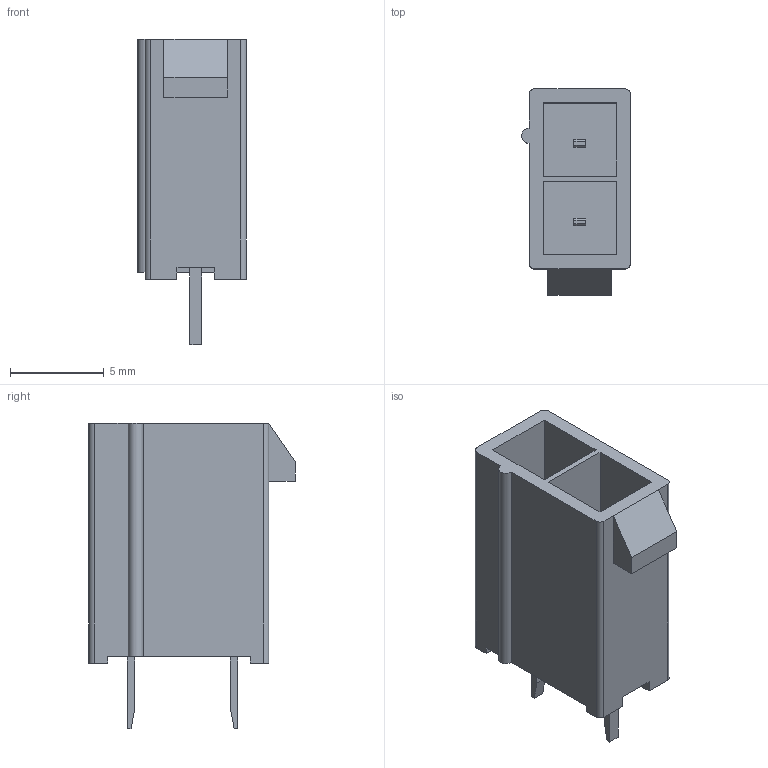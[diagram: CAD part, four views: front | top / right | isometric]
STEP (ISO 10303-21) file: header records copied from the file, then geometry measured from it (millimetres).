
FILE_DESCRIPTION (( 'STEP AP214' ), '1' );
FILE_NAME ('CONN-TH_39288020.step', '2022-08-03T17:03:16', ( '' ), ( '' ), 'SwSTEP 2.0', 'SolidWorks 2020', '' );
FILE_SCHEMA (( 'AUTOMOTIVE_DESIGN' ));
Length unit declared in the file: millimetre
Products named in the file (1): CONN-TH_39288020
Bounding box: 5.8 x 11 x 16.3 mm (x, y, z)
Volume: 413.1 mm3; surface area: 790.4 mm2
Topology: 14 solids, 14 shells, 304 faces, 808 edges, 538 vertices
Faces by surface type: plane 201, bspline 98, cylinder 5
Entity records: 12860 total; most frequent: CARTESIAN_POINT 2957, ORIENTED_EDGE 1616, DIRECTION 1032, EDGE_CURVE 808, VECTOR 598, LINE 598, VERTEX_POINT 538, EDGE_LOOP 322
